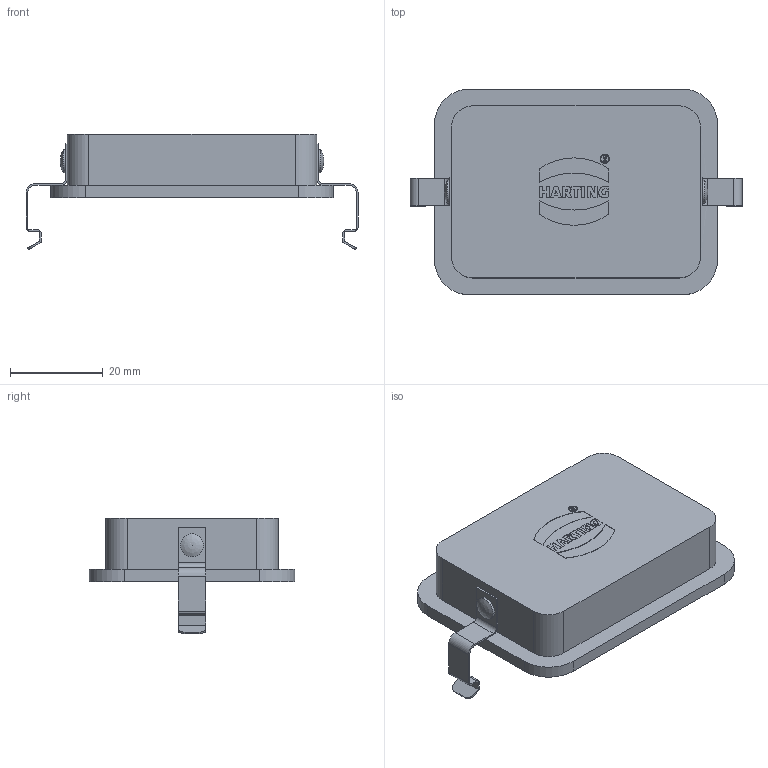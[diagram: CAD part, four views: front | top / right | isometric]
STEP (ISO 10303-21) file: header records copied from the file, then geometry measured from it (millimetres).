
FILE_DESCRIPTION(/* description */ (''),/* implementation_level */ '2;1');
FILE_NAME(/* name */ '100678115ugm000_b.stp',/* time_stamp */ '2019-10-16T07:38:54+02:00',/* author */ (''),/* organization */ (''),/* preprocessor_version */ 'ST-DEVELOPER v16.7',/* originating_system */ 'SIEMENS PLM Software NX 12.0',/* authorisation */ '');
FILE_SCHEMA (('AUTOMOTIVE_DESIGN { 1 0 10303 214 3 1 1 1 }'));
Length unit declared in the file: millimetre
Products named in the file (1): 100678115ugm000_b
Bounding box: 71.4 x 44.24 x 24.87 mm (x, y, z)
Volume: 1785.8 mm3; surface area: 10767 mm2
Topology: 1 solids, 1 shells, 197 faces, 612 edges, 524 vertices
Faces by surface type: plane 145, cylinder 48, extrusion 2, bspline 2
Full cylindrical faces by diameter (mm): 1.65 x1, 1.95 x1, 3 x2, 4.95 x2, 5 x2
Entity records: 8435 total; most frequent: CARTESIAN_POINT 1361, DIRECTION 1085, ORIENTED_EDGE 1022, EDGE_CURVE 511, VECTOR 485, LINE 483, VERTEX_POINT 348, AXIS2_PLACEMENT_3D 300
